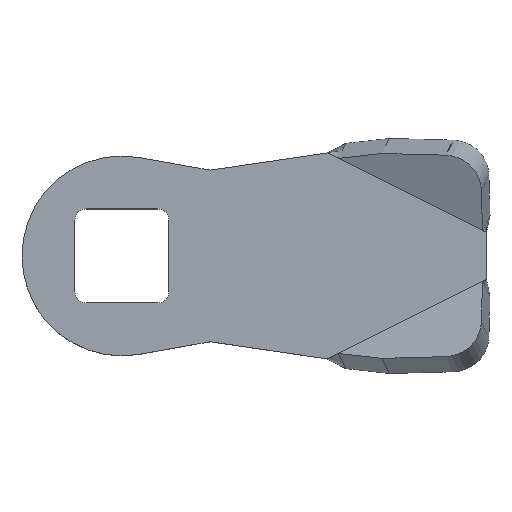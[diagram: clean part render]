
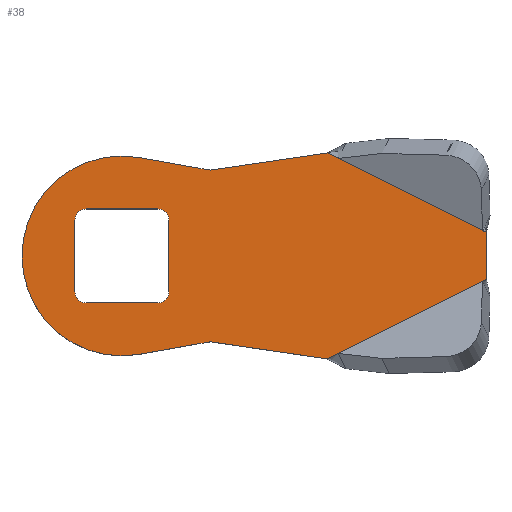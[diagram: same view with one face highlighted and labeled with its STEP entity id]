
A CAD part, top view. The second image highlights one B-rep face of the part: STEP entity #38.
In plain terms, the highlighted planar face has unit normal (0, 0, 1).
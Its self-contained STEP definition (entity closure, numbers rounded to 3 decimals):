
#4 = LINE ( 'NONE', #1128, #786 ) ;
#6 = AXIS2_PLACEMENT_3D ( 'NONE', #776, #1144, #674 ) ;
#7 = DIRECTION ( 'NONE',  ( -0.989, -0.145, 0. ) ) ;
#12 = EDGE_CURVE ( 'NONE', #963, #450, #1136, .T. ) ;
#14 = CARTESIAN_POINT ( 'NONE',  ( 31., 9.5, 4. ) ) ;
#16 = VERTEX_POINT ( 'NONE', #296 ) ;
#17 = PLANE ( 'NONE',  #88 ) ;
#27 = CARTESIAN_POINT ( 'NONE',  ( 7.5, -7.3, 4. ) ) ;
#38 = ADVANCED_FACE ( 'NONE', ( #577, #953 ), #17, .T. ) ;
#58 = ORIENTED_EDGE ( 'NONE', *, *, #114, .T. ) ;
#61 = ORIENTED_EDGE ( 'NONE', *, *, #879, .F. ) ;
#76 = VERTEX_POINT ( 'NONE', #940 ) ;
#88 = AXIS2_PLACEMENT_3D ( 'NONE', #872, #960, #668 ) ;
#107 = EDGE_CURVE ( 'NONE', #327, #563, #290, .T. ) ;
#114 = EDGE_CURVE ( 'NONE', #1119, #402, #4, .T. ) ;
#126 = ORIENTED_EDGE ( 'NONE', *, *, #107, .T. ) ;
#127 = VECTOR ( 'NONE', #425, 1000. ) ;
#140 = CARTESIAN_POINT ( 'NONE',  ( -4., 3.05, 4. ) ) ;
#151 = AXIS2_PLACEMENT_3D ( 'NONE', #428, #791, #1067 ) ;
#162 = DIRECTION ( 'NONE',  ( 1., 0., 0. ) ) ;
#163 = VERTEX_POINT ( 'NONE', #1063 ) ;
#168 = VECTOR ( 'NONE', #1018, 1000. ) ;
#188 = CIRCLE ( 'NONE', #242, 0.95 ) ;
#189 = VECTOR ( 'NONE', #562, 1000. ) ;
#191 = LINE ( 'NONE', #14, #1197 ) ;
#197 = EDGE_CURVE ( 'NONE', #1092, #1028, #906, .T. ) ;
#203 = VERTEX_POINT ( 'NONE', #1057 ) ;
#208 = VECTOR ( 'NONE', #7, 1000. ) ;
#213 = CARTESIAN_POINT ( 'NONE',  ( 4., -3.05, 4. ) ) ;
#227 = ORIENTED_EDGE ( 'NONE', *, *, #546, .T. ) ;
#242 = AXIS2_PLACEMENT_3D ( 'NONE', #637, #1090, #162 ) ;
#253 = LINE ( 'NONE', #839, #515 ) ;
#275 = CARTESIAN_POINT ( 'NONE',  ( -3.05, -4., 4. ) ) ;
#281 = ORIENTED_EDGE ( 'NONE', *, *, #576, .T. ) ;
#286 = CARTESIAN_POINT ( 'NONE',  ( 0., 0., 4. ) ) ;
#290 = CIRCLE ( 'NONE', #889, 0.95 ) ;
#293 = CARTESIAN_POINT ( 'NONE',  ( 22.5, 9.5, 4. ) ) ;
#295 = ORIENTED_EDGE ( 'NONE', *, *, #936, .T. ) ;
#296 = CARTESIAN_POINT ( 'NONE',  ( 17.471, 8.762, 4. ) ) ;
#327 = VERTEX_POINT ( 'NONE', #541 ) ;
#336 = CARTESIAN_POINT ( 'NONE',  ( 17.471, -8.762, 4. ) ) ;
#340 = EDGE_CURVE ( 'NONE', #819, #76, #191, .T. ) ;
#346 = CARTESIAN_POINT ( 'NONE',  ( 4., 3.05, 4. ) ) ;
#364 = LINE ( 'NONE', #1091, #189 ) ;
#368 = LINE ( 'NONE', #918, #1041 ) ;
#392 = AXIS2_PLACEMENT_3D ( 'NONE', #798, #1159, #510 ) ;
#399 = DIRECTION ( 'NONE',  ( 0., 0., -1. ) ) ;
#402 = VERTEX_POINT ( 'NONE', #27 ) ;
#410 = DIRECTION ( 'NONE',  ( 0., 0., -1. ) ) ;
#425 = DIRECTION ( 'NONE',  ( -0.894, 0.447, 0. ) ) ;
#428 = CARTESIAN_POINT ( 'NONE',  ( -3.05, -3.05, 4. ) ) ;
#436 = CARTESIAN_POINT ( 'NONE',  ( 3.05, -4., 4. ) ) ;
#437 = CARTESIAN_POINT ( 'NONE',  ( -8.5, 0., 4. ) ) ;
#450 = VERTEX_POINT ( 'NONE', #436 ) ;
#477 = ORIENTED_EDGE ( 'NONE', *, *, #642, .T. ) ;
#510 = DIRECTION ( 'NONE',  ( -1., 0., 0. ) ) ;
#513 = EDGE_CURVE ( 'NONE', #163, #819, #1160, .T. ) ;
#515 = VECTOR ( 'NONE', #730, 1000. ) ;
#516 = CARTESIAN_POINT ( 'NONE',  ( 1.488, 8.369, 4. ) ) ;
#531 = VERTEX_POINT ( 'NONE', #275 ) ;
#541 = CARTESIAN_POINT ( 'NONE',  ( 3.05, 4., 4. ) ) ;
#546 = EDGE_CURVE ( 'NONE', #1095, #203, #188, .T. ) ;
#553 = EDGE_CURVE ( 'NONE', #963, #563, #368, .T. ) ;
#562 = DIRECTION ( 'NONE',  ( 0., -1., 0. ) ) ;
#563 = VERTEX_POINT ( 'NONE', #346 ) ;
#566 = CARTESIAN_POINT ( 'NONE',  ( 7.5, 7.3, 4. ) ) ;
#570 = DIRECTION ( 'NONE',  ( 1., 0., 0. ) ) ;
#576 = EDGE_CURVE ( 'NONE', #402, #163, #253, .T. ) ;
#577 = FACE_OUTER_BOUND ( 'NONE', #587, .T. ) ;
#587 = EDGE_LOOP ( 'NONE', ( #1133, #58, #281, #1013, #833, #295, #477, #1143, #1153 ) ) ;
#626 = VERTEX_POINT ( 'NONE', #1024 ) ;
#637 = CARTESIAN_POINT ( 'NONE',  ( -3.05, 3.05, 4. ) ) ;
#642 = EDGE_CURVE ( 'NONE', #16, #1163, #943, .T. ) ;
#644 = CARTESIAN_POINT ( 'NONE',  ( -4.05, 4., 4. ) ) ;
#647 = DIRECTION ( 'NONE',  ( -0.985, 0.175, 0. ) ) ;
#649 = CIRCLE ( 'NONE', #838, 8.5 ) ;
#656 = LINE ( 'NONE', #1162, #696 ) ;
#657 = DIRECTION ( 'NONE',  ( -1., 0., 0. ) ) ;
#658 = EDGE_CURVE ( 'NONE', #1119, #1092, #649, .T. ) ;
#668 = DIRECTION ( 'NONE',  ( 1., 0., 0. ) ) ;
#674 = DIRECTION ( 'NONE',  ( 1., 0., 0. ) ) ;
#676 = CIRCLE ( 'NONE', #151, 0.95 ) ;
#682 = LINE ( 'NONE', #1157, #127 ) ;
#690 = CARTESIAN_POINT ( 'NONE',  ( 7.5, 7.3, 4. ) ) ;
#696 = VECTOR ( 'NONE', #979, 1000. ) ;
#704 = VECTOR ( 'NONE', #988, 1000. ) ;
#707 = ORIENTED_EDGE ( 'NONE', *, *, #1049, .F. ) ;
#730 = DIRECTION ( 'NONE',  ( 0.989, -0.145, 0. ) ) ;
#737 = EDGE_CURVE ( 'NONE', #1163, #1028, #745, .T. ) ;
#745 = LINE ( 'NONE', #566, #907 ) ;
#748 = EDGE_LOOP ( 'NONE', ( #1088, #880, #707, #1033, #61, #227, #1060, #126 ) ) ;
#754 = DIRECTION ( 'NONE',  ( 0.985, 0.175, 0. ) ) ;
#776 = CARTESIAN_POINT ( 'NONE',  ( 3.05, -3.05, 4. ) ) ;
#786 = VECTOR ( 'NONE', #754, 1000. ) ;
#791 = DIRECTION ( 'NONE',  ( 0., 0., -1. ) ) ;
#798 = CARTESIAN_POINT ( 'NONE',  ( 0., 0., 4. ) ) ;
#801 = CARTESIAN_POINT ( 'NONE',  ( 31., -1.998, 4. ) ) ;
#804 = DIRECTION ( 'NONE',  ( 0., 1., 0. ) ) ;
#819 = VERTEX_POINT ( 'NONE', #801 ) ;
#833 = ORIENTED_EDGE ( 'NONE', *, *, #340, .T. ) ;
#838 = AXIS2_PLACEMENT_3D ( 'NONE', #286, #399, #657 ) ;
#839 = CARTESIAN_POINT ( 'NONE',  ( 7.5, -7.3, 4. ) ) ;
#870 = CARTESIAN_POINT ( 'NONE',  ( 3.05, 3.05, 4. ) ) ;
#872 = CARTESIAN_POINT ( 'NONE',  ( 0., 0., 4. ) ) ;
#879 = EDGE_CURVE ( 'NONE', #1095, #626, #364, .T. ) ;
#880 = ORIENTED_EDGE ( 'NONE', *, *, #12, .T. ) ;
#889 = AXIS2_PLACEMENT_3D ( 'NONE', #870, #410, #570 ) ;
#890 = CARTESIAN_POINT ( 'NONE',  ( 1.488, -8.369, 4. ) ) ;
#901 = EDGE_CURVE ( 'NONE', #327, #203, #1116, .T. ) ;
#906 = CIRCLE ( 'NONE', #392, 8.5 ) ;
#907 = VECTOR ( 'NONE', #647, 1000. ) ;
#918 = CARTESIAN_POINT ( 'NONE',  ( 4., 4.05, 4. ) ) ;
#936 = EDGE_CURVE ( 'NONE', #76, #16, #682, .T. ) ;
#940 = CARTESIAN_POINT ( 'NONE',  ( 31., 1.998, 4. ) ) ;
#943 = LINE ( 'NONE', #293, #208 ) ;
#953 = FACE_BOUND ( 'NONE', #748, .T. ) ;
#960 = DIRECTION ( 'NONE',  ( 0., 0., 1. ) ) ;
#963 = VERTEX_POINT ( 'NONE', #213 ) ;
#979 = DIRECTION ( 'NONE',  ( 1., 0., 0. ) ) ;
#988 = DIRECTION ( 'NONE',  ( 0.894, 0.447, 0. ) ) ;
#1013 = ORIENTED_EDGE ( 'NONE', *, *, #513, .T. ) ;
#1017 = DIRECTION ( 'NONE',  ( 0., 1., 0. ) ) ;
#1018 = DIRECTION ( 'NONE',  ( -1., 0., 0. ) ) ;
#1022 = EDGE_CURVE ( 'NONE', #531, #626, #676, .T. ) ;
#1024 = CARTESIAN_POINT ( 'NONE',  ( -4., -3.05, 4. ) ) ;
#1028 = VERTEX_POINT ( 'NONE', #516 ) ;
#1033 = ORIENTED_EDGE ( 'NONE', *, *, #1022, .T. ) ;
#1041 = VECTOR ( 'NONE', #804, 1000. ) ;
#1049 = EDGE_CURVE ( 'NONE', #531, #450, #656, .T. ) ;
#1057 = CARTESIAN_POINT ( 'NONE',  ( -3.05, 4., 4. ) ) ;
#1060 = ORIENTED_EDGE ( 'NONE', *, *, #901, .F. ) ;
#1063 = CARTESIAN_POINT ( 'NONE',  ( 17.471, -8.762, 4. ) ) ;
#1067 = DIRECTION ( 'NONE',  ( 1., 0., 0. ) ) ;
#1088 = ORIENTED_EDGE ( 'NONE', *, *, #553, .F. ) ;
#1090 = DIRECTION ( 'NONE',  ( 0., 0., -1. ) ) ;
#1091 = CARTESIAN_POINT ( 'NONE',  ( -4., 4.05, 4. ) ) ;
#1092 = VERTEX_POINT ( 'NONE', #437 ) ;
#1095 = VERTEX_POINT ( 'NONE', #140 ) ;
#1116 = LINE ( 'NONE', #644, #168 ) ;
#1119 = VERTEX_POINT ( 'NONE', #890 ) ;
#1128 = CARTESIAN_POINT ( 'NONE',  ( 7.5, -7.3, 4. ) ) ;
#1133 = ORIENTED_EDGE ( 'NONE', *, *, #658, .F. ) ;
#1136 = CIRCLE ( 'NONE', #6, 0.95 ) ;
#1143 = ORIENTED_EDGE ( 'NONE', *, *, #737, .T. ) ;
#1144 = DIRECTION ( 'NONE',  ( 0., 0., -1. ) ) ;
#1153 = ORIENTED_EDGE ( 'NONE', *, *, #197, .F. ) ;
#1157 = CARTESIAN_POINT ( 'NONE',  ( 31., 1.998, 4. ) ) ;
#1159 = DIRECTION ( 'NONE',  ( 0., 0., -1. ) ) ;
#1160 = LINE ( 'NONE', #336, #704 ) ;
#1162 = CARTESIAN_POINT ( 'NONE',  ( -4.05, -4., 4. ) ) ;
#1163 = VERTEX_POINT ( 'NONE', #690 ) ;
#1197 = VECTOR ( 'NONE', #1017, 1000. ) ;
